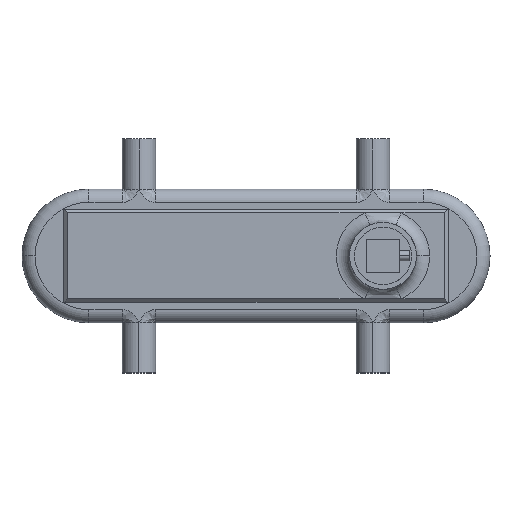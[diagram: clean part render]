
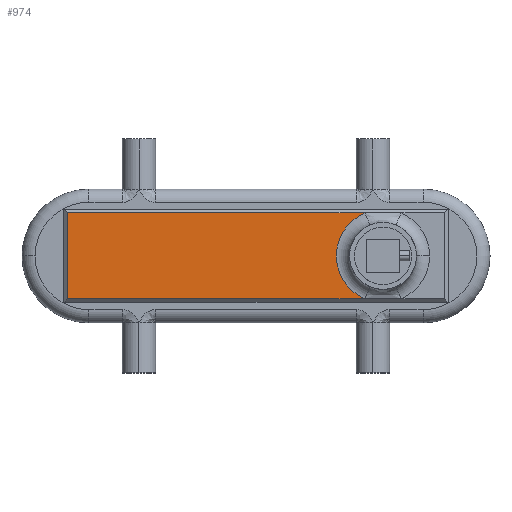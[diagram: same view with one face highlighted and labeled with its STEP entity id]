
A CAD part, top view. The second image highlights one B-rep face of the part: STEP entity #974.
In plain terms, the highlighted planar face has unit normal (0, 0, 1).
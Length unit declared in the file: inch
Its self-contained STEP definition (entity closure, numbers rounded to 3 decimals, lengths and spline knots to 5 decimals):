
#155 = LINE ( 'NONE', #1355, #1583 ) ;
#172 = VECTOR ( 'NONE', #850, 39.37008 ) ;
#253 = DIRECTION ( 'NONE',  ( 0., -1., 0. ) ) ;
#264 = DIRECTION ( 'NONE',  ( 0., 0., -1. ) ) ;
#333 = AXIS2_PLACEMENT_3D ( 'NONE', #2423, #264, #1229 ) ;
#444 = ORIENTED_EDGE ( 'NONE', *, *, #551, .T. ) ;
#551 = EDGE_CURVE ( 'NONE', #1940, #1654, #1879, .T. ) ;
#662 = VERTEX_POINT ( 'NONE', #2843 ) ;
#850 = DIRECTION ( 'NONE',  ( -1., 0., 0. ) ) ;
#894 = EDGE_CURVE ( 'NONE', #1654, #3082, #155, .T. ) ;
#925 = PLANE ( 'NONE',  #2242 ) ;
#945 = DIRECTION ( 'NONE',  ( 1., 0., 0. ) ) ;
#974 = ADVANCED_FACE ( 'NONE', ( #2598 ), #925, .T. ) ;
#1229 = DIRECTION ( 'NONE',  ( 1., 0., 0. ) ) ;
#1355 = CARTESIAN_POINT ( 'NONE',  ( 5.74455, -1.28657, 2. ) ) ;
#1373 = CARTESIAN_POINT ( 'NONE',  ( 3.26317, -1.28657, 2. ) ) ;
#1412 = CARTESIAN_POINT ( 'NONE',  ( -5.65085, 1.28657, 2. ) ) ;
#1583 = VECTOR ( 'NONE', #2859, 39.37008 ) ;
#1654 = VERTEX_POINT ( 'NONE', #1743 ) ;
#1743 = CARTESIAN_POINT ( 'NONE',  ( -5.65085, -1.28657, 2. ) ) ;
#1770 = ORIENTED_EDGE ( 'NONE', *, *, #894, .T. ) ;
#1879 = LINE ( 'NONE', #3081, #2349 ) ;
#1940 = VERTEX_POINT ( 'NONE', #1412 ) ;
#2026 = LINE ( 'NONE', #2971, #172 ) ;
#2129 = CARTESIAN_POINT ( 'NONE',  ( 0., 0., 2. ) ) ;
#2201 = CIRCLE ( 'NONE', #333, 1.3937 ) ;
#2242 = AXIS2_PLACEMENT_3D ( 'NONE', #2129, #3100, #945 ) ;
#2274 = EDGE_LOOP ( 'NONE', ( #1770, #3056, #2715, #444 ) ) ;
#2349 = VECTOR ( 'NONE', #253, 39.37008 ) ;
#2423 = CARTESIAN_POINT ( 'NONE',  ( 3.79903, 0., 2. ) ) ;
#2565 = EDGE_CURVE ( 'NONE', #662, #1940, #2026, .T. ) ;
#2598 = FACE_OUTER_BOUND ( 'NONE', #2274, .T. ) ;
#2715 = ORIENTED_EDGE ( 'NONE', *, *, #2565, .T. ) ;
#2843 = CARTESIAN_POINT ( 'NONE',  ( 3.26317, 1.28657, 2. ) ) ;
#2855 = EDGE_CURVE ( 'NONE', #3082, #662, #2201, .T. ) ;
#2859 = DIRECTION ( 'NONE',  ( 1., 0., 0. ) ) ;
#2971 = CARTESIAN_POINT ( 'NONE',  ( -5.74455, 1.28657, 2. ) ) ;
#3056 = ORIENTED_EDGE ( 'NONE', *, *, #2855, .T. ) ;
#3081 = CARTESIAN_POINT ( 'NONE',  ( -5.65085, -1.38027, 2. ) ) ;
#3082 = VERTEX_POINT ( 'NONE', #1373 ) ;
#3100 = DIRECTION ( 'NONE',  ( 0., 0., 1. ) ) ;
